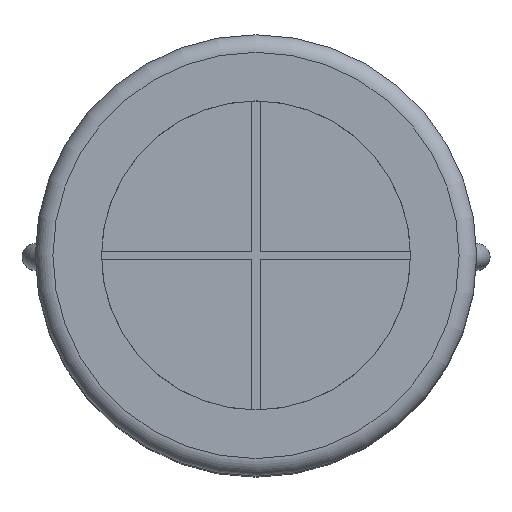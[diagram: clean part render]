
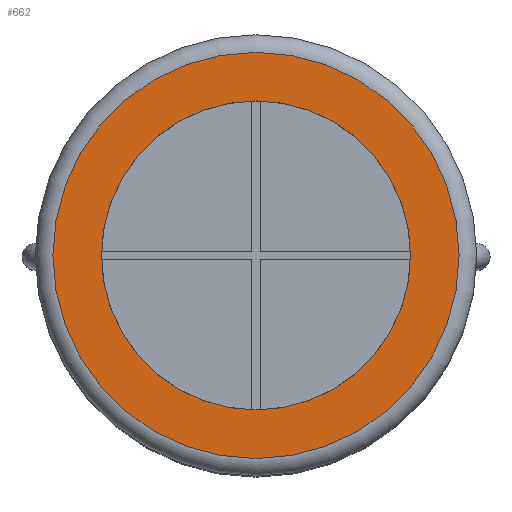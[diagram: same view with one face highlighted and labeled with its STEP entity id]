
A CAD part, top view. The second image highlights one B-rep face of the part: STEP entity #662.
In plain terms, the highlighted planar face has unit normal (0, 0, 1).
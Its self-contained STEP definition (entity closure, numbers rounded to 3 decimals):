
#18=FACE_BOUND('',#223,.T.);
#179=FACE_OUTER_BOUND('',#222,.T.);
#222=EDGE_LOOP('',(#538));
#223=EDGE_LOOP('',(#539));
#277=CIRCLE('',#755,2.3);
#279=CIRCLE('',#758,1.75);
#320=VERTEX_POINT('',#1189);
#321=VERTEX_POINT('',#1193);
#396=EDGE_CURVE('',#320,#320,#277,.T.);
#398=EDGE_CURVE('',#321,#321,#279,.T.);
#538=ORIENTED_EDGE('',*,*,#396,.F.);
#539=ORIENTED_EDGE('',*,*,#398,.T.);
#623=PLANE('',#757);
#662=ADVANCED_FACE('',(#179,#18),#623,.F.);
#755=AXIS2_PLACEMENT_3D('',#1190,#918,#919);
#757=AXIS2_PLACEMENT_3D('',#1192,#922,#923);
#758=AXIS2_PLACEMENT_3D('',#1194,#924,#925);
#918=DIRECTION('center_axis',(0.,0.,-1.));
#919=DIRECTION('ref_axis',(1.,0.,0.));
#922=DIRECTION('center_axis',(0.,0.,-1.));
#923=DIRECTION('ref_axis',(1.,0.,0.));
#924=DIRECTION('center_axis',(0.,0.,-1.));
#925=DIRECTION('ref_axis',(1.,0.,0.));
#1189=CARTESIAN_POINT('',(0.2,0.,9.4));
#1190=CARTESIAN_POINT('Origin',(2.5,0.,9.4));
#1192=CARTESIAN_POINT('Origin',(2.5,0.,9.4));
#1193=CARTESIAN_POINT('',(0.75,0.,9.4));
#1194=CARTESIAN_POINT('Origin',(2.5,0.,9.4));
